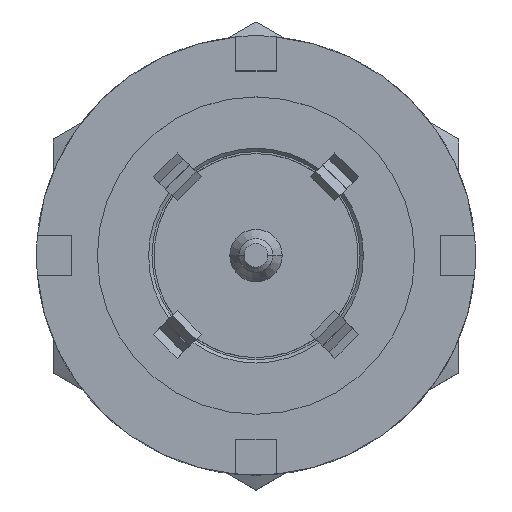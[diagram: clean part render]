
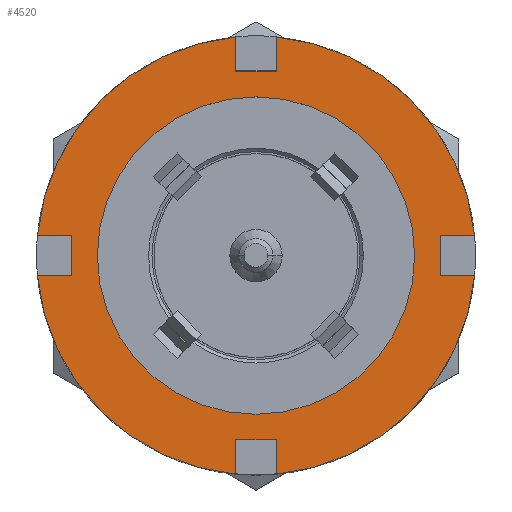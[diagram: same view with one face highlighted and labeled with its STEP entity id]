
A CAD part, top view. The second image highlights one B-rep face of the part: STEP entity #4520.
In plain terms, the highlighted planar face has unit normal (0, 0, 1).
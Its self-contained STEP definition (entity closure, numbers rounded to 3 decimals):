
#99 = CARTESIAN_POINT ( 'NONE',  ( -0.3, -3.236, 0. ) ) ;
#127 = DIRECTION ( 'NONE',  ( 0., -1., 0. ) ) ;
#190 = EDGE_CURVE ( 'NONE', #5582, #3533, #270, .T. ) ;
#270 = LINE ( 'NONE', #4466, #4856 ) ;
#287 = ORIENTED_EDGE ( 'NONE', *, *, #5619, .F. ) ;
#328 = CIRCLE ( 'NONE', #2713, 2.35 ) ;
#473 = DIRECTION ( 'NONE',  ( 0., -1., 0. ) ) ;
#475 = LINE ( 'NONE', #4031, #3893 ) ;
#507 = VERTEX_POINT ( 'NONE', #4884 ) ;
#516 = CARTESIAN_POINT ( 'NONE',  ( -3.236, 0.3, 0. ) ) ;
#526 = LINE ( 'NONE', #1724, #3457 ) ;
#551 = AXIS2_PLACEMENT_3D ( 'NONE', #4517, #1394, #4865 ) ;
#616 = VECTOR ( 'NONE', #3932, 1000. ) ;
#758 = CIRCLE ( 'NONE', #2003, 3.25 ) ;
#788 = VERTEX_POINT ( 'NONE', #516 ) ;
#877 = VERTEX_POINT ( 'NONE', #4598 ) ;
#914 = VECTOR ( 'NONE', #3263, 1000. ) ;
#919 = LINE ( 'NONE', #1793, #2641 ) ;
#993 = DIRECTION ( 'NONE',  ( 1., 0., 0. ) ) ;
#1063 = DIRECTION ( 'NONE',  ( -1., 0., 0. ) ) ;
#1079 = EDGE_CURVE ( 'NONE', #3714, #4349, #4817, .T. ) ;
#1120 = DIRECTION ( 'NONE',  ( 0., 0., -1. ) ) ;
#1180 = EDGE_CURVE ( 'NONE', #3424, #1947, #3436, .T. ) ;
#1290 = FACE_BOUND ( 'NONE', #5166, .T. ) ;
#1307 = AXIS2_PLACEMENT_3D ( 'NONE', #1777, #4491, #4914 ) ;
#1375 = ORIENTED_EDGE ( 'NONE', *, *, #3459, .F. ) ;
#1394 = DIRECTION ( 'NONE',  ( 0., 0., -1. ) ) ;
#1423 = DIRECTION ( 'NONE',  ( 0., 0., 1. ) ) ;
#1477 = CARTESIAN_POINT ( 'NONE',  ( -0.3, -2.73, 0. ) ) ;
#1497 = EDGE_CURVE ( 'NONE', #3714, #5684, #3630, .T. ) ;
#1539 = VECTOR ( 'NONE', #4336, 1000. ) ;
#1558 = CARTESIAN_POINT ( 'NONE',  ( 2.35, 0., 0. ) ) ;
#1618 = CARTESIAN_POINT ( 'NONE',  ( 0., 0., 0. ) ) ;
#1656 = EDGE_CURVE ( 'NONE', #788, #507, #4877, .T. ) ;
#1677 = CARTESIAN_POINT ( 'NONE',  ( 0., 0., 0. ) ) ;
#1721 = CARTESIAN_POINT ( 'NONE',  ( -2.683, -0.3, 0. ) ) ;
#1724 = CARTESIAN_POINT ( 'NONE',  ( 3.236, 0.3, 0. ) ) ;
#1751 = CARTESIAN_POINT ( 'NONE',  ( -2.73, 2.73, 0. ) ) ;
#1773 = CARTESIAN_POINT ( 'NONE',  ( -0.3, -3.236, 0. ) ) ;
#1777 = CARTESIAN_POINT ( 'NONE',  ( 0., 0., 0. ) ) ;
#1793 = CARTESIAN_POINT ( 'NONE',  ( -0.3, 3.236, 0. ) ) ;
#1867 = CIRCLE ( 'NONE', #551, 2.35 ) ;
#1887 = ORIENTED_EDGE ( 'NONE', *, *, #3288, .T. ) ;
#1893 = EDGE_CURVE ( 'NONE', #3254, #5452, #1867, .T. ) ;
#1895 = CARTESIAN_POINT ( 'NONE',  ( 0.3, -3.236, 0. ) ) ;
#1947 = VERTEX_POINT ( 'NONE', #2288 ) ;
#1975 = VECTOR ( 'NONE', #1063, 1000. ) ;
#2003 = AXIS2_PLACEMENT_3D ( 'NONE', #1677, #3964, #2186 ) ;
#2030 = EDGE_LOOP ( 'NONE', ( #4842, #3476, #5112, #1887, #4274, #5469, #287, #3539, #2549, #4464, #2502, #5122, #5535, #1375, #4890, #2558 ) ) ;
#2136 = LINE ( 'NONE', #1721, #616 ) ;
#2182 = LINE ( 'NONE', #3663, #1975 ) ;
#2186 = DIRECTION ( 'NONE',  ( 1., 0., 0. ) ) ;
#2201 = CARTESIAN_POINT ( 'NONE',  ( -2.73, -0.3, 0. ) ) ;
#2235 = VERTEX_POINT ( 'NONE', #5251 ) ;
#2267 = CIRCLE ( 'NONE', #2309, 3.25 ) ;
#2278 = DIRECTION ( 'NONE',  ( 0., 1., 0. ) ) ;
#2288 = CARTESIAN_POINT ( 'NONE',  ( 0.3, 2.73, 0. ) ) ;
#2303 = VERTEX_POINT ( 'NONE', #1477 ) ;
#2309 = AXIS2_PLACEMENT_3D ( 'NONE', #5340, #3037, #2645 ) ;
#2327 = CIRCLE ( 'NONE', #5536, 3.25 ) ;
#2352 = VECTOR ( 'NONE', #2278, 1000. ) ;
#2471 = CARTESIAN_POINT ( 'NONE',  ( 2.73, 0.3, 0. ) ) ;
#2478 = FACE_OUTER_BOUND ( 'NONE', #2030, .T. ) ;
#2502 = ORIENTED_EDGE ( 'NONE', *, *, #4289, .T. ) ;
#2549 = ORIENTED_EDGE ( 'NONE', *, *, #1656, .T. ) ;
#2558 = ORIENTED_EDGE ( 'NONE', *, *, #1079, .T. ) ;
#2582 = DIRECTION ( 'NONE',  ( 0., -1., 0. ) ) ;
#2584 = EDGE_CURVE ( 'NONE', #4208, #3533, #526, .T. ) ;
#2641 = VECTOR ( 'NONE', #473, 1000. ) ;
#2645 = DIRECTION ( 'NONE',  ( 1., 0., 0. ) ) ;
#2713 = AXIS2_PLACEMENT_3D ( 'NONE', #1618, #5187, #5247 ) ;
#2736 = CARTESIAN_POINT ( 'NONE',  ( 3.236, -0.3, 0. ) ) ;
#2854 = DIRECTION ( 'NONE',  ( -1., 0., 0. ) ) ;
#2857 = VECTOR ( 'NONE', #3725, 1000. ) ;
#2894 = VERTEX_POINT ( 'NONE', #99 ) ;
#3037 = DIRECTION ( 'NONE',  ( 0., 0., 1. ) ) ;
#3171 = VECTOR ( 'NONE', #2582, 1000. ) ;
#3185 = DIRECTION ( 'NONE',  ( 1., 0., 0. ) ) ;
#3226 = CARTESIAN_POINT ( 'NONE',  ( 2.73, -0.3, 0. ) ) ;
#3230 = EDGE_CURVE ( 'NONE', #507, #5020, #4985, .T. ) ;
#3254 = VERTEX_POINT ( 'NONE', #4409 ) ;
#3263 = DIRECTION ( 'NONE',  ( 0., 1., 0. ) ) ;
#3264 = CARTESIAN_POINT ( 'NONE',  ( 0.3, 3.236, 0. ) ) ;
#3288 = EDGE_CURVE ( 'NONE', #4208, #877, #2327, .T. ) ;
#3313 = CARTESIAN_POINT ( 'NONE',  ( -0.3, 2.73, 0. ) ) ;
#3371 = VECTOR ( 'NONE', #127, 1000. ) ;
#3391 = CARTESIAN_POINT ( 'NONE',  ( 0., 2.35, 0. ) ) ;
#3424 = VERTEX_POINT ( 'NONE', #3313 ) ;
#3436 = LINE ( 'NONE', #4772, #1539 ) ;
#3457 = VECTOR ( 'NONE', #5170, 1000. ) ;
#3459 = EDGE_CURVE ( 'NONE', #5684, #2303, #2182, .T. ) ;
#3476 = ORIENTED_EDGE ( 'NONE', *, *, #190, .T. ) ;
#3533 = VERTEX_POINT ( 'NONE', #2471 ) ;
#3539 = ORIENTED_EDGE ( 'NONE', *, *, #4213, .T. ) ;
#3608 = CARTESIAN_POINT ( 'NONE',  ( 0., 0., 0. ) ) ;
#3630 = LINE ( 'NONE', #1895, #914 ) ;
#3663 = CARTESIAN_POINT ( 'NONE',  ( 2.73, -2.73, 0. ) ) ;
#3692 = EDGE_CURVE ( 'NONE', #2894, #2303, #5368, .T. ) ;
#3713 = CARTESIAN_POINT ( 'NONE',  ( 0.3, -3.236, 0. ) ) ;
#3714 = VERTEX_POINT ( 'NONE', #3713 ) ;
#3725 = DIRECTION ( 'NONE',  ( 1., 0., 0. ) ) ;
#3876 = EDGE_CURVE ( 'NONE', #5582, #4349, #475, .T. ) ;
#3893 = VECTOR ( 'NONE', #993, 1000. ) ;
#3932 = DIRECTION ( 'NONE',  ( -1., 0., 0. ) ) ;
#3946 = CARTESIAN_POINT ( 'NONE',  ( 3.236, 0.3, 0. ) ) ;
#3964 = DIRECTION ( 'NONE',  ( 0., 0., 1. ) ) ;
#4031 = CARTESIAN_POINT ( 'NONE',  ( 2.683, -0.3, 0. ) ) ;
#4208 = VERTEX_POINT ( 'NONE', #3946 ) ;
#4213 = EDGE_CURVE ( 'NONE', #4302, #788, #758, .T. ) ;
#4274 = ORIENTED_EDGE ( 'NONE', *, *, #5795, .T. ) ;
#4289 = EDGE_CURVE ( 'NONE', #5020, #2235, #2136, .T. ) ;
#4302 = VERTEX_POINT ( 'NONE', #4492 ) ;
#4336 = DIRECTION ( 'NONE',  ( 1., 0., 0. ) ) ;
#4349 = VERTEX_POINT ( 'NONE', #2736 ) ;
#4409 = CARTESIAN_POINT ( 'NONE',  ( -2.35, 0., 0. ) ) ;
#4464 = ORIENTED_EDGE ( 'NONE', *, *, #3230, .T. ) ;
#4466 = CARTESIAN_POINT ( 'NONE',  ( 2.73, -2.73, 0. ) ) ;
#4491 = DIRECTION ( 'NONE',  ( 0., 0., 1. ) ) ;
#4492 = CARTESIAN_POINT ( 'NONE',  ( -0.3, 3.236, 0. ) ) ;
#4517 = CARTESIAN_POINT ( 'NONE',  ( 0., 0., 0. ) ) ;
#4520 = ADVANCED_FACE ( 'NONE', ( #2478, #1290 ), #5165, .F. ) ;
#4598 = CARTESIAN_POINT ( 'NONE',  ( 0.3, 3.236, 0. ) ) ;
#4621 = CARTESIAN_POINT ( 'NONE',  ( 0.3, -2.73, 0. ) ) ;
#4624 = EDGE_CURVE ( 'NONE', #5452, #3254, #328, .T. ) ;
#4719 = EDGE_CURVE ( 'NONE', #2235, #2894, #2267, .T. ) ;
#4772 = CARTESIAN_POINT ( 'NONE',  ( -2.73, 2.73, 0. ) ) ;
#4817 = CIRCLE ( 'NONE', #1307, 3.25 ) ;
#4820 = ORIENTED_EDGE ( 'NONE', *, *, #4624, .T. ) ;
#4829 = DIRECTION ( 'NONE',  ( 0., 1., 0. ) ) ;
#4842 = ORIENTED_EDGE ( 'NONE', *, *, #3876, .F. ) ;
#4856 = VECTOR ( 'NONE', #4829, 1000. ) ;
#4865 = DIRECTION ( 'NONE',  ( -1., 0., 0. ) ) ;
#4877 = LINE ( 'NONE', #5518, #2857 ) ;
#4884 = CARTESIAN_POINT ( 'NONE',  ( -2.73, 0.3, 0. ) ) ;
#4890 = ORIENTED_EDGE ( 'NONE', *, *, #1497, .F. ) ;
#4914 = DIRECTION ( 'NONE',  ( 1., 0., 0. ) ) ;
#4985 = LINE ( 'NONE', #1751, #3171 ) ;
#5020 = VERTEX_POINT ( 'NONE', #2201 ) ;
#5112 = ORIENTED_EDGE ( 'NONE', *, *, #2584, .F. ) ;
#5122 = ORIENTED_EDGE ( 'NONE', *, *, #4719, .T. ) ;
#5165 = PLANE ( 'NONE',  #5430 ) ;
#5166 = EDGE_LOOP ( 'NONE', ( #5367, #4820 ) ) ;
#5170 = DIRECTION ( 'NONE',  ( -1., 0., 0. ) ) ;
#5187 = DIRECTION ( 'NONE',  ( 0., 0., -1. ) ) ;
#5247 = DIRECTION ( 'NONE',  ( -1., 0., 0. ) ) ;
#5251 = CARTESIAN_POINT ( 'NONE',  ( -3.236, -0.3, 0. ) ) ;
#5340 = CARTESIAN_POINT ( 'NONE',  ( 0., 0., 0. ) ) ;
#5367 = ORIENTED_EDGE ( 'NONE', *, *, #1893, .T. ) ;
#5368 = LINE ( 'NONE', #1773, #2352 ) ;
#5430 = AXIS2_PLACEMENT_3D ( 'NONE', #3391, #1120, #2854 ) ;
#5452 = VERTEX_POINT ( 'NONE', #1558 ) ;
#5469 = ORIENTED_EDGE ( 'NONE', *, *, #1180, .F. ) ;
#5470 = LINE ( 'NONE', #3264, #3371 ) ;
#5518 = CARTESIAN_POINT ( 'NONE',  ( -3.236, 0.3, 0. ) ) ;
#5535 = ORIENTED_EDGE ( 'NONE', *, *, #3692, .T. ) ;
#5536 = AXIS2_PLACEMENT_3D ( 'NONE', #3608, #1423, #3185 ) ;
#5582 = VERTEX_POINT ( 'NONE', #3226 ) ;
#5619 = EDGE_CURVE ( 'NONE', #4302, #3424, #919, .T. ) ;
#5684 = VERTEX_POINT ( 'NONE', #4621 ) ;
#5795 = EDGE_CURVE ( 'NONE', #877, #1947, #5470, .T. ) ;
